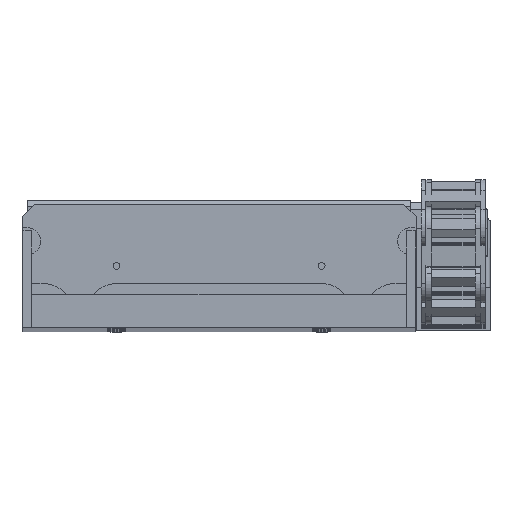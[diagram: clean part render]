
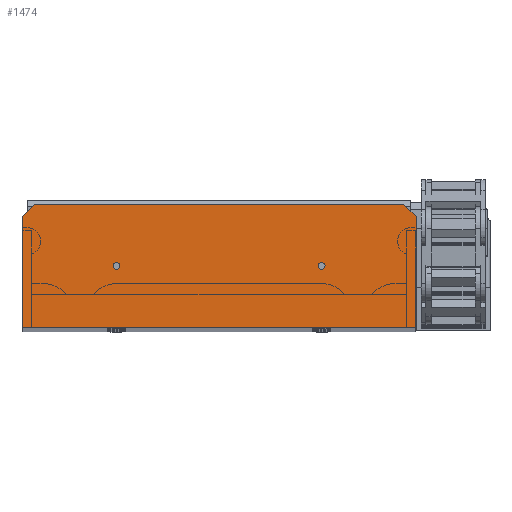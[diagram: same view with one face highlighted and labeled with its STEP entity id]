
A CAD part, top view. The second image highlights one B-rep face of the part: STEP entity #1474.
In plain terms, the highlighted planar face has unit normal (0, 0, 1).
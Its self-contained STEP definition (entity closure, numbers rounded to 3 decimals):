
#962 = CARTESIAN_POINT ( 'NONE',  ( -67.5, 45.3, 433.95 ) ) ;
#1474 = ADVANCED_FACE ( 'NONE', ( #4083, #7330, #57669 ), #7617, .T. ) ;
#1905 = VECTOR ( 'NONE', #45089, 1000. ) ;
#2755 = CARTESIAN_POINT ( 'NONE',  ( -72., 40.8, 433.95 ) ) ;
#4083 = FACE_BOUND ( 'NONE', #37253, .T. ) ;
#4496 = VERTEX_POINT ( 'NONE', #22751 ) ;
#5481 = EDGE_CURVE ( 'NONE', #23223, #22178, #43435, .T. ) ;
#5976 = CARTESIAN_POINT ( 'NONE',  ( 72., 40.8, 433.95 ) ) ;
#6359 = VERTEX_POINT ( 'NONE', #2755 ) ;
#6460 = CARTESIAN_POINT ( 'NONE',  ( 72., 0.3, 433.95 ) ) ;
#6828 = LINE ( 'NONE', #5976, #15115 ) ;
#7330 = FACE_BOUND ( 'NONE', #12378, .T. ) ;
#7617 = PLANE ( 'NONE',  #54486 ) ;
#8495 = VECTOR ( 'NONE', #31482, 1000. ) ;
#10477 = VERTEX_POINT ( 'NONE', #45962 ) ;
#11219 = VERTEX_POINT ( 'NONE', #962 ) ;
#11506 = DIRECTION ( 'NONE',  ( 1., 0., 0. ) ) ;
#11575 = CARTESIAN_POINT ( 'NONE',  ( -38.75, 22.8, 433.95 ) ) ;
#11704 = CARTESIAN_POINT ( 'NONE',  ( -72., 40.8, 433.95 ) ) ;
#12378 = EDGE_LOOP ( 'NONE', ( #24419, #22972 ) ) ;
#12842 = DIRECTION ( 'NONE',  ( -0.707, -0.707, 0. ) ) ;
#12845 = DIRECTION ( 'NONE',  ( 0., 0., 1. ) ) ;
#12950 = VERTEX_POINT ( 'NONE', #25031 ) ;
#14608 = ORIENTED_EDGE ( 'NONE', *, *, #20470, .T. ) ;
#15115 = VECTOR ( 'NONE', #28485, 1000. ) ;
#15491 = ORIENTED_EDGE ( 'NONE', *, *, #42382, .T. ) ;
#15641 = CARTESIAN_POINT ( 'NONE',  ( -67.5, 45.3, 433.95 ) ) ;
#16173 = EDGE_LOOP ( 'NONE', ( #50945, #47945, #14608, #26599, #15491, #53816 ) ) ;
#17316 = CARTESIAN_POINT ( 'NONE',  ( -36.25, 22.8, 433.95 ) ) ;
#17774 = CARTESIAN_POINT ( 'NONE',  ( 67.5, 45.3, 433.95 ) ) ;
#17936 = EDGE_CURVE ( 'NONE', #10477, #12950, #34212, .T. ) ;
#18706 = LINE ( 'NONE', #23975, #1905 ) ;
#18762 = VECTOR ( 'NONE', #12842, 1000. ) ;
#19683 = ORIENTED_EDGE ( 'NONE', *, *, #52242, .F. ) ;
#20032 = DIRECTION ( 'NONE',  ( -1., 0., 0. ) ) ;
#20470 = EDGE_CURVE ( 'NONE', #56803, #11219, #35125, .T. ) ;
#21920 = DIRECTION ( 'NONE',  ( 1., 0., 0. ) ) ;
#22178 = VERTEX_POINT ( 'NONE', #17316 ) ;
#22751 = CARTESIAN_POINT ( 'NONE',  ( -72., 0.3, 433.95 ) ) ;
#22887 = CARTESIAN_POINT ( 'NONE',  ( 72., 40.8, 433.95 ) ) ;
#22972 = ORIENTED_EDGE ( 'NONE', *, *, #17936, .F. ) ;
#23223 = VERTEX_POINT ( 'NONE', #11575 ) ;
#23975 = CARTESIAN_POINT ( 'NONE',  ( -72., 40.8, 433.95 ) ) ;
#24331 = DIRECTION ( 'NONE',  ( 1., 0., 0. ) ) ;
#24419 = ORIENTED_EDGE ( 'NONE', *, *, #41752, .F. ) ;
#24919 = DIRECTION ( 'NONE',  ( 1., 0., 0. ) ) ;
#25031 = CARTESIAN_POINT ( 'NONE',  ( 38.75, 22.8, 433.95 ) ) ;
#25262 = DIRECTION ( 'NONE',  ( 0., 0., 1. ) ) ;
#25643 = AXIS2_PLACEMENT_3D ( 'NONE', #33657, #43066, #24331 ) ;
#25817 = AXIS2_PLACEMENT_3D ( 'NONE', #34544, #47195, #24919 ) ;
#26228 = DIRECTION ( 'NONE',  ( 1., 0., 0. ) ) ;
#26246 = EDGE_CURVE ( 'NONE', #11219, #6359, #52682, .T. ) ;
#26599 = ORIENTED_EDGE ( 'NONE', *, *, #26246, .T. ) ;
#28485 = DIRECTION ( 'NONE',  ( 0., 1., 0. ) ) ;
#29776 = VERTEX_POINT ( 'NONE', #6460 ) ;
#30197 = CARTESIAN_POINT ( 'NONE',  ( 37.5, 22.8, 433.95 ) ) ;
#31482 = DIRECTION ( 'NONE',  ( -0.707, 0.707, 0. ) ) ;
#32074 = EDGE_CURVE ( 'NONE', #29776, #54418, #6828, .T. ) ;
#32682 = CIRCLE ( 'NONE', #49557, 1.25 ) ;
#33073 = DIRECTION ( 'NONE',  ( 0., 0., 1. ) ) ;
#33657 = CARTESIAN_POINT ( 'NONE',  ( -37.5, 22.8, 433.95 ) ) ;
#34212 = CIRCLE ( 'NONE', #25817, 1.25 ) ;
#34276 = EDGE_CURVE ( 'NONE', #4496, #29776, #51191, .T. ) ;
#34544 = CARTESIAN_POINT ( 'NONE',  ( 37.5, 22.8, 433.95 ) ) ;
#35125 = LINE ( 'NONE', #15641, #54099 ) ;
#37253 = EDGE_LOOP ( 'NONE', ( #19683, #53575 ) ) ;
#38566 = LINE ( 'NONE', #48221, #8495 ) ;
#41752 = EDGE_CURVE ( 'NONE', #12950, #10477, #42011, .T. ) ;
#42011 = CIRCLE ( 'NONE', #53239, 1.25 ) ;
#42199 = DIRECTION ( 'NONE',  ( 1., 0., 0. ) ) ;
#42382 = EDGE_CURVE ( 'NONE', #6359, #4496, #18706, .T. ) ;
#43066 = DIRECTION ( 'NONE',  ( 0., 0., 1. ) ) ;
#43435 = CIRCLE ( 'NONE', #25643, 1.25 ) ;
#43625 = CARTESIAN_POINT ( 'NONE',  ( 0., 0., 433.95 ) ) ;
#45089 = DIRECTION ( 'NONE',  ( 0., -1., 0. ) ) ;
#45790 = VECTOR ( 'NONE', #26228, 1000. ) ;
#45962 = CARTESIAN_POINT ( 'NONE',  ( 36.25, 22.8, 433.95 ) ) ;
#46807 = CARTESIAN_POINT ( 'NONE',  ( -72., 0.3, 433.95 ) ) ;
#47195 = DIRECTION ( 'NONE',  ( 0., 0., 1. ) ) ;
#47945 = ORIENTED_EDGE ( 'NONE', *, *, #53331, .T. ) ;
#48221 = CARTESIAN_POINT ( 'NONE',  ( 67.5, 45.3, 433.95 ) ) ;
#49557 = AXIS2_PLACEMENT_3D ( 'NONE', #50979, #33073, #42199 ) ;
#50945 = ORIENTED_EDGE ( 'NONE', *, *, #32074, .T. ) ;
#50979 = CARTESIAN_POINT ( 'NONE',  ( -37.5, 22.8, 433.95 ) ) ;
#51191 = LINE ( 'NONE', #46807, #45790 ) ;
#52242 = EDGE_CURVE ( 'NONE', #22178, #23223, #32682, .T. ) ;
#52682 = LINE ( 'NONE', #11704, #18762 ) ;
#53239 = AXIS2_PLACEMENT_3D ( 'NONE', #30197, #25262, #11506 ) ;
#53331 = EDGE_CURVE ( 'NONE', #54418, #56803, #38566, .T. ) ;
#53575 = ORIENTED_EDGE ( 'NONE', *, *, #5481, .F. ) ;
#53816 = ORIENTED_EDGE ( 'NONE', *, *, #34276, .T. ) ;
#54099 = VECTOR ( 'NONE', #20032, 1000. ) ;
#54418 = VERTEX_POINT ( 'NONE', #22887 ) ;
#54486 = AXIS2_PLACEMENT_3D ( 'NONE', #43625, #12845, #21920 ) ;
#56803 = VERTEX_POINT ( 'NONE', #17774 ) ;
#57669 = FACE_OUTER_BOUND ( 'NONE', #16173, .T. ) ;
